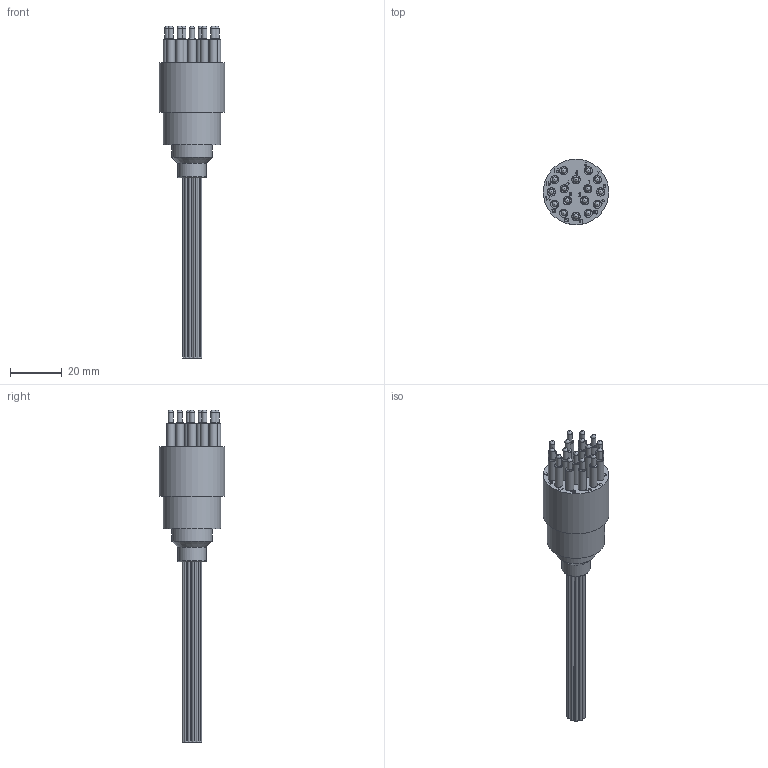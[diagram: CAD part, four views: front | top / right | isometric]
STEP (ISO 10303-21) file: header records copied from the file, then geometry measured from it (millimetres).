
FILE_DESCRIPTION(/* description */ ('STEP AP214'),/* implementation_level */ '2;1');
FILE_NAME(/* name */ 'MCOM16M.stp',/* time_stamp */ '2020-09-10T09:31:27+02:00',/* author */ ('sh'),/* organization */ (''),/* preprocessor_version */ 'ST-DEVELOPER v17.2',/* originating_system */ 'Autodesk Inventor 2019',/* authorisation */ '');
FILE_SCHEMA (('AUTOMOTIVE_DESIGN { 1 0 10303 214 3 1 1 }'));
Length unit declared in the file: inch
Products named in the file (1): 01106260
Bounding box: 25.4 x 25.4 x 128.59 mm (x, y, z)
Volume: 19788.7 mm3; surface area: 11067.2 mm2
Topology: 1 solids, 1 shells, 385 faces, 1000 edges, 691 vertices
Faces by surface type: plane 197, bspline 100, cylinder 70, cone 17, torus 1
Full cylindrical faces by diameter (mm): 1.499 x6, 1.986 x16, 3.175 x16, 11.1 x1, 15.875 x1, 22.225 x1, 25.4 x1
Entity records: 17034 total; most frequent: CARTESIAN_POINT 7609, ORIENTED_EDGE 2000, DIRECTION 1712, EDGE_CURVE 1000, VERTEX_POINT 691, AXIS2_PLACEMENT_3D 594, LINE 524, VECTOR 524
